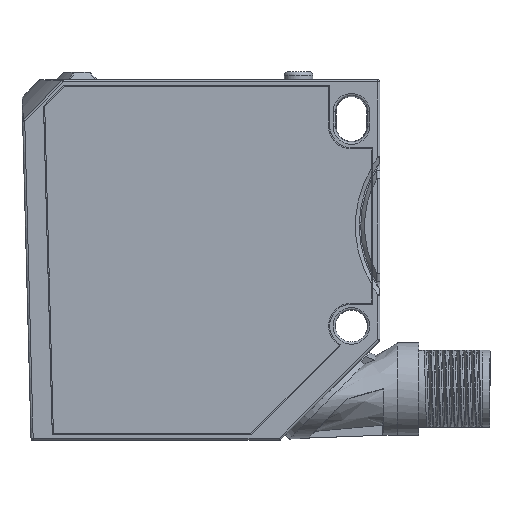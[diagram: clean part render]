
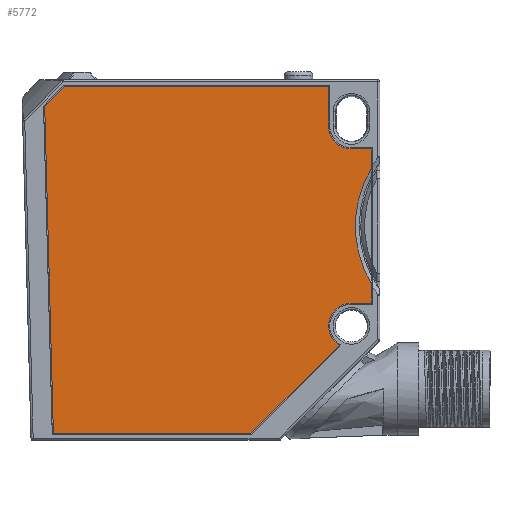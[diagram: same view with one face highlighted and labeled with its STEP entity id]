
A CAD part, top view. The second image highlights one B-rep face of the part: STEP entity #5772.
In plain terms, the highlighted planar face has unit normal (0, 0, 1).
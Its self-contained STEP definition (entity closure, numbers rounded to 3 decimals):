
#601=PLANE('',#6203);
#834=FACE_OUTER_BOUND('',#1173,.T.);
#1173=EDGE_LOOP('',(#4614,#4615,#4616,#4617,#4618,#4619,#4620,#4621,#4622,
#4623,#4624,#4625,#4626));
#1408=LINE('',#15050,#1709);
#1412=LINE('',#15059,#1713);
#1414=LINE('',#15064,#1715);
#1416=LINE('',#15105,#1717);
#1418=LINE('',#15109,#1719);
#1507=LINE('',#15913,#1808);
#1509=LINE('',#15917,#1810);
#1511=LINE('',#15921,#1812);
#1513=LINE('',#15925,#1814);
#1515=LINE('',#15928,#1816);
#1709=VECTOR('',#6707,10.);
#1713=VECTOR('',#6717,10.);
#1715=VECTOR('',#6721,10.);
#1717=VECTOR('',#6723,10.);
#1719=VECTOR('',#6727,10.);
#1808=VECTOR('',#7194,10.);
#1810=VECTOR('',#7198,10.);
#1812=VECTOR('',#7202,10.);
#1814=VECTOR('',#7206,10.);
#1816=VECTOR('',#7210,10.);
#1935=CIRCLE('',#6006,3.2);
#2023=CIRCLE('',#6194,15.65);
#2024=CIRCLE('',#6197,3.207);
#2364=VERTEX_POINT('',#15045);
#2365=VERTEX_POINT('',#15049);
#2366=VERTEX_POINT('',#15053);
#2367=VERTEX_POINT('',#15057);
#2368=VERTEX_POINT('',#15061);
#2369=VERTEX_POINT('',#15063);
#2376=VERTEX_POINT('',#15101);
#2377=VERTEX_POINT('',#15107);
#2532=VERTEX_POINT('',#15908);
#2533=VERTEX_POINT('',#15912);
#2534=VERTEX_POINT('',#15916);
#2535=VERTEX_POINT('',#15920);
#2536=VERTEX_POINT('',#15924);
#3010=EDGE_CURVE('',#2365,#2364,#1408,.T.);
#3013=EDGE_CURVE('',#2364,#2366,#1935,.T.);
#3015=EDGE_CURVE('',#2366,#2367,#1412,.T.);
#3017=EDGE_CURVE('',#2369,#2368,#1414,.T.);
#3025=EDGE_CURVE('',#2367,#2376,#1416,.T.);
#3027=EDGE_CURVE('',#2368,#2377,#1418,.T.);
#3252=EDGE_CURVE('',#2376,#2369,#2023,.T.);
#3254=EDGE_CURVE('',#2377,#2532,#2024,.T.);
#3255=EDGE_CURVE('',#2533,#2365,#1507,.T.);
#3257=EDGE_CURVE('',#2534,#2533,#1509,.T.);
#3259=EDGE_CURVE('',#2535,#2534,#1511,.T.);
#3261=EDGE_CURVE('',#2536,#2535,#1513,.T.);
#3263=EDGE_CURVE('',#2532,#2536,#1515,.T.);
#4614=ORIENTED_EDGE('',*,*,#3252,.T.);
#4615=ORIENTED_EDGE('',*,*,#3017,.T.);
#4616=ORIENTED_EDGE('',*,*,#3027,.T.);
#4617=ORIENTED_EDGE('',*,*,#3254,.T.);
#4618=ORIENTED_EDGE('',*,*,#3263,.T.);
#4619=ORIENTED_EDGE('',*,*,#3261,.T.);
#4620=ORIENTED_EDGE('',*,*,#3259,.T.);
#4621=ORIENTED_EDGE('',*,*,#3257,.T.);
#4622=ORIENTED_EDGE('',*,*,#3255,.T.);
#4623=ORIENTED_EDGE('',*,*,#3010,.T.);
#4624=ORIENTED_EDGE('',*,*,#3013,.T.);
#4625=ORIENTED_EDGE('',*,*,#3015,.T.);
#4626=ORIENTED_EDGE('',*,*,#3025,.T.);
#5772=ADVANCED_FACE('',(#834),#601,.T.);
#6006=AXIS2_PLACEMENT_3D('',#15055,#6712,#6713);
#6194=AXIS2_PLACEMENT_3D('',#15905,#7183,#7184);
#6197=AXIS2_PLACEMENT_3D('',#15910,#7190,#7191);
#6203=AXIS2_PLACEMENT_3D('',#15929,#7211,#7212);
#6707=DIRECTION('',(0.707,0.707,0.));
#6712=DIRECTION('center_axis',(0.,0.,
-1.));
#6713=DIRECTION('ref_axis',(0.002,1.,0.));
#6717=DIRECTION('',(1.,-0.002,0.));
#6721=DIRECTION('',(0.,1.,0.));
#6723=DIRECTION('',(0.,1.,0.));
#6727=DIRECTION('',(-1.,0.,0.));
#7183=DIRECTION('center_axis',(0.,0.,
-1.));
#7184=DIRECTION('ref_axis',(-1.,0.,0.));
#7190=DIRECTION('center_axis',(0.,0.,
-1.));
#7191=DIRECTION('ref_axis',(-1.,0.,0.));
#7194=DIRECTION('',(1.,0.,0.));
#7198=DIRECTION('',(0.027,-1.,0.));
#7202=DIRECTION('',(-0.698,-0.716,0.));
#7206=DIRECTION('',(-1.,0.,0.));
#7210=DIRECTION('',(0.,1.,0.));
#7211=DIRECTION('center_axis',(0.,0.,
1.));
#7212=DIRECTION('ref_axis',(1.,0.,0.));
#15045=CARTESIAN_POINT('',(-5.721,13.302,12.4));
#15049=CARTESIAN_POINT('',(-18.074,0.95,12.4));
#15050=CARTESIAN_POINT('',(-5.721,13.302,12.4));
#15053=CARTESIAN_POINT('',(-3.992,19.2,12.4));
#15055=CARTESIAN_POINT('Origin',(-4.,16.,12.4));
#15057=CARTESIAN_POINT('',(-1.15,19.193,12.4));
#15059=CARTESIAN_POINT('',(-1.15,19.193,12.4));
#15061=CARTESIAN_POINT('',(-1.15,40.793,12.4));
#15063=CARTESIAN_POINT('',(-1.15,38.167,12.4));
#15064=CARTESIAN_POINT('',(-1.15,40.793,12.4));
#15101=CARTESIAN_POINT('',(-1.15,21.833,12.4));
#15105=CARTESIAN_POINT('',(-1.15,40.793,12.4));
#15107=CARTESIAN_POINT('',(-4.,40.793,12.4));
#15109=CARTESIAN_POINT('',(-4.,40.793,12.4));
#15905=CARTESIAN_POINT('Origin',(12.2,30.,12.4));
#15908=CARTESIAN_POINT('',(-7.207,44.,12.4));
#15910=CARTESIAN_POINT('Origin',(-4.,44.,12.4));
#15912=CARTESIAN_POINT('',(-45.744,0.95,12.4));
#15913=CARTESIAN_POINT('',(-18.074,0.95,12.4));
#15916=CARTESIAN_POINT('',(-46.959,46.735,12.4));
#15917=CARTESIAN_POINT('',(-45.744,0.95,12.4));
#15920=CARTESIAN_POINT('',(-44.218,49.55,12.4));
#15921=CARTESIAN_POINT('',(-46.959,46.735,12.4));
#15924=CARTESIAN_POINT('',(-7.207,49.55,12.4));
#15925=CARTESIAN_POINT('',(-44.218,49.55,12.4));
#15928=CARTESIAN_POINT('',(-7.207,49.55,12.4));
#15929=CARTESIAN_POINT('Origin',(-25.679,26.366,12.4));
